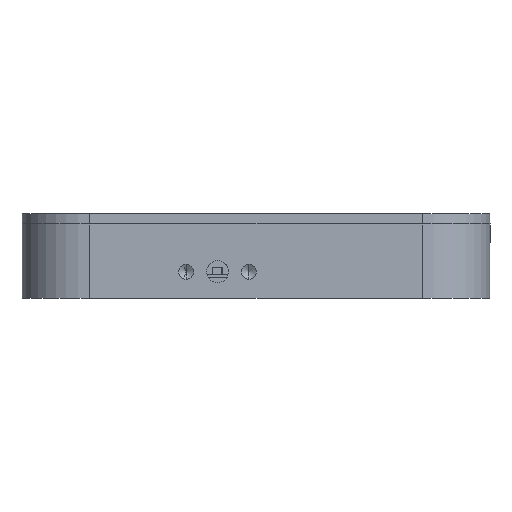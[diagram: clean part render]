
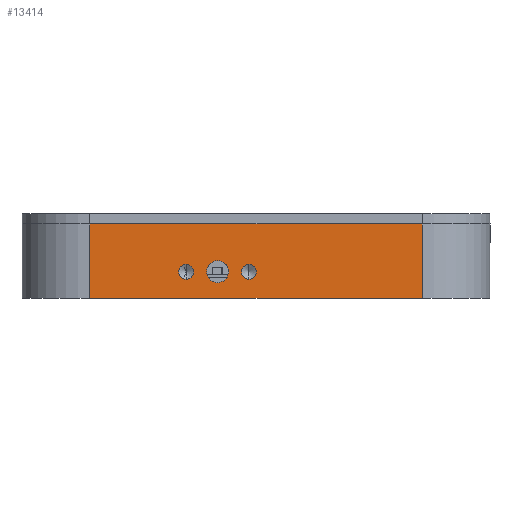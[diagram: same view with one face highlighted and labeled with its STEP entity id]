
A CAD part, left-side view. The second image highlights one B-rep face of the part: STEP entity #13414.
In plain terms, the highlighted planar face has unit normal (-1, 0, 0).
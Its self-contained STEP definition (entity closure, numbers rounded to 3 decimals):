
#30 = DIRECTION ( 'NONE',  ( 0., 0., -1. ) ) ;
#119 = CARTESIAN_POINT ( 'NONE',  ( -13.2, 46.124, 5.178 ) ) ;
#177 = AXIS2_PLACEMENT_3D ( 'NONE', #3681, #10799, #7374 ) ;
#194 = DIRECTION ( 'NONE',  ( -1., 0., 0. ) ) ;
#245 = VERTEX_POINT ( 'NONE', #2509 ) ;
#413 = EDGE_CURVE ( 'NONE', #4094, #13794, #12380, .T. ) ;
#423 = DIRECTION ( 'NONE',  ( 0., -1., 0. ) ) ;
#436 = ORIENTED_EDGE ( 'NONE', *, *, #5743, .F. ) ;
#439 = CARTESIAN_POINT ( 'NONE',  ( -13.2, 65., 4. ) ) ;
#587 = VECTOR ( 'NONE', #10779, 1000. ) ;
#761 = CARTESIAN_POINT ( 'NONE',  ( -13.2, 0., 0. ) ) ;
#2054 = ORIENTED_EDGE ( 'NONE', *, *, #11407, .F. ) ;
#2449 = EDGE_LOOP ( 'NONE', ( #9374, #12688 ) ) ;
#2509 = CARTESIAN_POINT ( 'NONE',  ( -13.2, 46.124, 3.728 ) ) ;
#2915 = LINE ( 'NONE', #439, #8262 ) ;
#3166 = CIRCLE ( 'NONE', #7281, 2.15 ) ;
#3234 = CARTESIAN_POINT ( 'NONE',  ( -13.2, 46.124, 5.178 ) ) ;
#3258 = FACE_BOUND ( 'NONE', #2449, .T. ) ;
#3416 = DIRECTION ( 'NONE',  ( 1., 0., 0. ) ) ;
#3626 = VERTEX_POINT ( 'NONE', #9609 ) ;
#3681 = CARTESIAN_POINT ( 'NONE',  ( -13.2, 40., 5.198 ) ) ;
#3902 = AXIS2_PLACEMENT_3D ( 'NONE', #5677, #3416, #6014 ) ;
#4094 = VERTEX_POINT ( 'NONE', #14630 ) ;
#4116 = ORIENTED_EDGE ( 'NONE', *, *, #13666, .T. ) ;
#4399 = CARTESIAN_POINT ( 'NONE',  ( -13.2, 46.124, 6.628 ) ) ;
#4827 = CARTESIAN_POINT ( 'NONE',  ( -13.2, 0., 4. ) ) ;
#4869 = DIRECTION ( 'NONE',  ( -1., 0., 0. ) ) ;
#5045 = CARTESIAN_POINT ( 'NONE',  ( -13.2, 65., 0. ) ) ;
#5146 = DIRECTION ( 'NONE',  ( 0., 0., 1. ) ) ;
#5169 = EDGE_LOOP ( 'NONE', ( #11706, #11673, #10111, #4116 ) ) ;
#5552 = CIRCLE ( 'NONE', #6825, 1.45 ) ;
#5652 = DIRECTION ( 'NONE',  ( 0., 0., 1. ) ) ;
#5677 = CARTESIAN_POINT ( 'NONE',  ( -13.2, 0., 4. ) ) ;
#5743 = EDGE_CURVE ( 'NONE', #245, #9701, #5552, .T. ) ;
#6014 = DIRECTION ( 'NONE',  ( 0., 0., -1. ) ) ;
#6651 = AXIS2_PLACEMENT_3D ( 'NONE', #15701, #9666, #14487 ) ;
#6825 = AXIS2_PLACEMENT_3D ( 'NONE', #119, #194, #5146 ) ;
#6924 = EDGE_CURVE ( 'NONE', #9701, #245, #11714, .T. ) ;
#7196 = FACE_OUTER_BOUND ( 'NONE', #5169, .T. ) ;
#7281 = AXIS2_PLACEMENT_3D ( 'NONE', #15710, #4869, #9671 ) ;
#7374 = DIRECTION ( 'NONE',  ( 0., 0., -1. ) ) ;
#7603 = EDGE_CURVE ( 'NONE', #11020, #3626, #7679, .T. ) ;
#7679 = CIRCLE ( 'NONE', #6651, 1.45 ) ;
#7751 = VERTEX_POINT ( 'NONE', #10478 ) ;
#8262 = VECTOR ( 'NONE', #11543, 1000. ) ;
#8390 = CARTESIAN_POINT ( 'NONE',  ( -13.2, 0., 14.5 ) ) ;
#8452 = VERTEX_POINT ( 'NONE', #13420 ) ;
#8467 = LINE ( 'NONE', #8390, #587 ) ;
#8475 = EDGE_LOOP ( 'NONE', ( #9972, #2054 ) ) ;
#8827 = CARTESIAN_POINT ( 'NONE',  ( -13.2, 33.884, 5.178 ) ) ;
#9255 = ORIENTED_EDGE ( 'NONE', *, *, #6924, .F. ) ;
#9374 = ORIENTED_EDGE ( 'NONE', *, *, #14516, .F. ) ;
#9609 = CARTESIAN_POINT ( 'NONE',  ( -13.2, 33.884, 6.628 ) ) ;
#9666 = DIRECTION ( 'NONE',  ( -1., 0., 0. ) ) ;
#9671 = DIRECTION ( 'NONE',  ( 0., 0., -1. ) ) ;
#9701 = VERTEX_POINT ( 'NONE', #4399 ) ;
#9894 = DIRECTION ( 'NONE',  ( -1., 0., 0. ) ) ;
#9972 = ORIENTED_EDGE ( 'NONE', *, *, #14384, .F. ) ;
#10111 = ORIENTED_EDGE ( 'NONE', *, *, #13470, .F. ) ;
#10478 = CARTESIAN_POINT ( 'NONE',  ( -13.2, 37.85, 5.198 ) ) ;
#10616 = FACE_BOUND ( 'NONE', #11771, .T. ) ;
#10779 = DIRECTION ( 'NONE',  ( 0., -1., 0. ) ) ;
#10799 = DIRECTION ( 'NONE',  ( -1., 0., 0. ) ) ;
#10988 = EDGE_CURVE ( 'NONE', #13260, #13794, #13810, .T. ) ;
#11020 = VERTEX_POINT ( 'NONE', #12626 ) ;
#11363 = CARTESIAN_POINT ( 'NONE',  ( -13.2, 65., 14.5 ) ) ;
#11373 = CARTESIAN_POINT ( 'NONE',  ( -13.2, 0., 0. ) ) ;
#11383 = DIRECTION ( 'NONE',  ( 0., 0., 1. ) ) ;
#11407 = EDGE_CURVE ( 'NONE', #8452, #7751, #13903, .T. ) ;
#11543 = DIRECTION ( 'NONE',  ( 0., 0., -1. ) ) ;
#11673 = ORIENTED_EDGE ( 'NONE', *, *, #413, .F. ) ;
#11703 = DIRECTION ( 'NONE',  ( -1., 0., 0. ) ) ;
#11706 = ORIENTED_EDGE ( 'NONE', *, *, #10988, .T. ) ;
#11714 = CIRCLE ( 'NONE', #15004, 1.45 ) ;
#11771 = EDGE_LOOP ( 'NONE', ( #9255, #436 ) ) ;
#12362 = CIRCLE ( 'NONE', #15406, 1.45 ) ;
#12380 = LINE ( 'NONE', #4827, #14483 ) ;
#12626 = CARTESIAN_POINT ( 'NONE',  ( -13.2, 33.884, 3.728 ) ) ;
#12688 = ORIENTED_EDGE ( 'NONE', *, *, #7603, .F. ) ;
#12872 = VECTOR ( 'NONE', #423, 1000. ) ;
#12980 = FACE_BOUND ( 'NONE', #8475, .T. ) ;
#13260 = VERTEX_POINT ( 'NONE', #5045 ) ;
#13414 = ADVANCED_FACE ( 'NONE', ( #10616, #12980, #7196, #3258 ), #14330, .F. ) ;
#13420 = CARTESIAN_POINT ( 'NONE',  ( -13.2, 42.15, 5.198 ) ) ;
#13470 = EDGE_CURVE ( 'NONE', #15365, #4094, #8467, .T. ) ;
#13666 = EDGE_CURVE ( 'NONE', #15365, #13260, #2915, .T. ) ;
#13794 = VERTEX_POINT ( 'NONE', #761 ) ;
#13810 = LINE ( 'NONE', #11373, #12872 ) ;
#13903 = CIRCLE ( 'NONE', #177, 2.15 ) ;
#14330 = PLANE ( 'NONE',  #3902 ) ;
#14384 = EDGE_CURVE ( 'NONE', #7751, #8452, #3166, .T. ) ;
#14483 = VECTOR ( 'NONE', #30, 1000. ) ;
#14487 = DIRECTION ( 'NONE',  ( 0., 0., 1. ) ) ;
#14516 = EDGE_CURVE ( 'NONE', #3626, #11020, #12362, .T. ) ;
#14630 = CARTESIAN_POINT ( 'NONE',  ( -13.2, 0., 14.5 ) ) ;
#15004 = AXIS2_PLACEMENT_3D ( 'NONE', #3234, #11703, #5652 ) ;
#15365 = VERTEX_POINT ( 'NONE', #11363 ) ;
#15406 = AXIS2_PLACEMENT_3D ( 'NONE', #8827, #9894, #11383 ) ;
#15701 = CARTESIAN_POINT ( 'NONE',  ( -13.2, 33.884, 5.178 ) ) ;
#15710 = CARTESIAN_POINT ( 'NONE',  ( -13.2, 40., 5.198 ) ) ;
